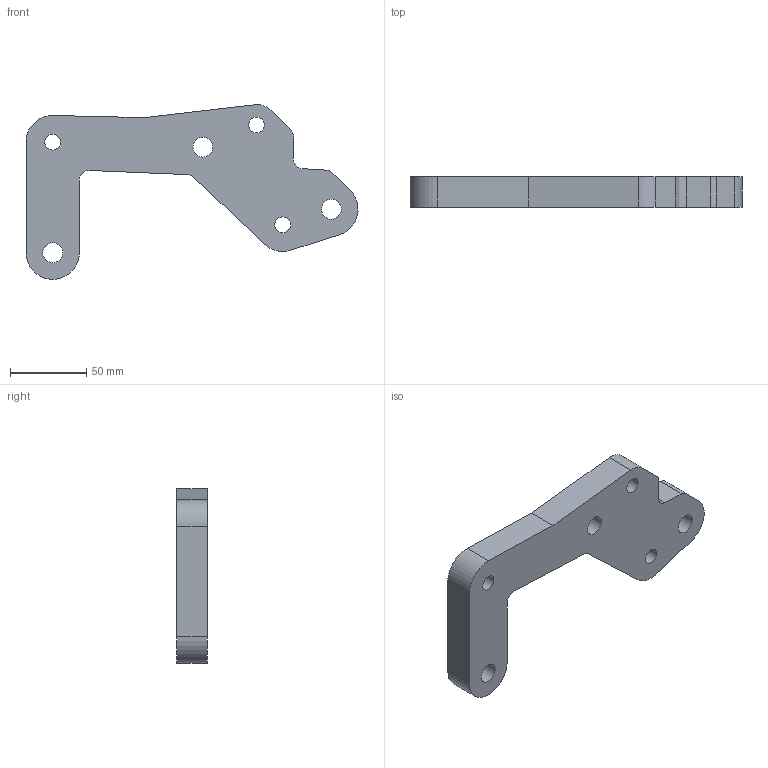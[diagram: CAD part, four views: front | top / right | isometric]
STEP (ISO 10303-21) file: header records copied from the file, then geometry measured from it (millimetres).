
FILE_DESCRIPTION( ( '' ), ' ' );
FILE_NAME( '597ab9a3fdf52a0c49fea526.step', '2017-07-28T04:12:20', ( '' ), ( '' ), ' ', ' ', ' ' );
FILE_SCHEMA( ( 'AUTOMOTIVE_DESIGN { 1 0 10303 214 1 1 1 1 }' ) );
Length unit declared in the file: metre
Products named in the file (1): Part 1
Bounding box: 217.61 x 20 x 114.52 mm (x, y, z)
Volume: 243725.4 mm3; surface area: 42000.9 mm2
Topology: 1 solids, 1 shells, 29 faces, 84 edges, 57 vertices
Faces by surface type: cylinder 16, plane 13
Full cylindrical faces by diameter (mm): 10.3 x3, 13 x3
Entity records: 1189 total; most frequent: DIRECTION 167, CARTESIAN_POINT 159, ORIENTED_EDGE 150, EDGE_CURVE 75, AXIS2_PLACEMENT_3D 62, VERTEX_POINT 54, EDGE_LOOP 47, LINE 43
